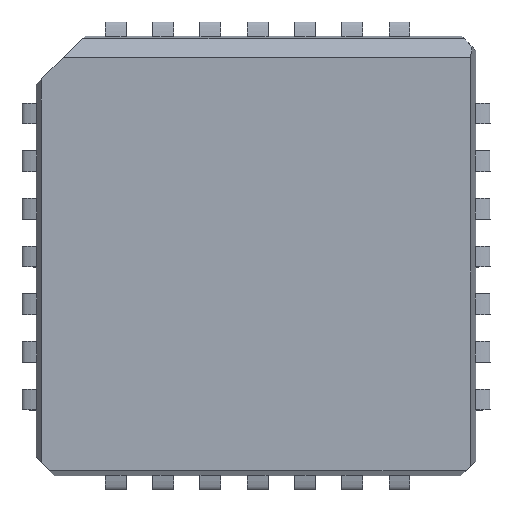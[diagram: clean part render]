
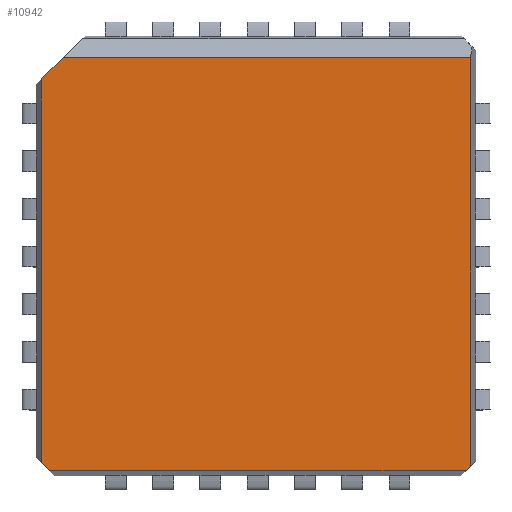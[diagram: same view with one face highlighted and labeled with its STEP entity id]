
A CAD part, top view. The second image highlights one B-rep face of the part: STEP entity #10942.
In plain terms, the highlighted planar face has unit normal (0, 0, 1).
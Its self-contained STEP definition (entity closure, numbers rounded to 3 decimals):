
#2771=ORIENTED_EDGE('',*,*,#4055,.F.);
#2772=ORIENTED_EDGE('',*,*,#4053,.T.);
#2773=ORIENTED_EDGE('',*,*,#4072,.T.);
#2774=ORIENTED_EDGE('',*,*,#4074,.F.);
#2775=ORIENTED_EDGE('',*,*,#4075,.F.);
#2776=ORIENTED_EDGE('',*,*,#4076,.F.);
#2777=ORIENTED_EDGE('',*,*,#4059,.F.);
#4053=EDGE_CURVE('',#4947,#4946,#5811,.T.);
#4055=EDGE_CURVE('',#4947,#4948,#5813,.T.);
#4059=EDGE_CURVE('',#4948,#4951,#5817,.T.);
#4072=EDGE_CURVE('',#4946,#4959,#5830,.T.);
#4074=EDGE_CURVE('',#4960,#4959,#5832,.T.);
#4075=EDGE_CURVE('',#4961,#4960,#5833,.T.);
#4076=EDGE_CURVE('',#4951,#4961,#5834,.T.);
#4946=VERTEX_POINT('',#24996);
#4947=VERTEX_POINT('',#24998);
#4948=VERTEX_POINT('',#25002);
#4951=VERTEX_POINT('',#25010);
#4959=VERTEX_POINT('',#25036);
#4960=VERTEX_POINT('',#25040);
#4961=VERTEX_POINT('',#25042);
#5811=LINE('',#24997,#6681);
#5813=LINE('',#25001,#6683);
#5817=LINE('',#25009,#6687);
#5830=LINE('',#25035,#6700);
#5832=LINE('',#25039,#6702);
#5833=LINE('',#25041,#6703);
#5834=LINE('',#25043,#6704);
#6681=VECTOR('',#12732,1000.);
#6683=VECTOR('',#12736,1000.);
#6687=VECTOR('',#12742,1000.);
#6700=VECTOR('',#12765,1000.);
#6702=VECTOR('',#12769,1000.);
#6703=VECTOR('',#12770,1000.);
#6704=VECTOR('',#12771,1000.);
#7120=EDGE_LOOP('',(#2771,#2772,#2773,#2774,#2775,#2776,#2777));
#7533=FACE_BOUND('',#7120,.T.);
#7870=PLANE('',#11277);
#10942=ADVANCED_FACE('',(#7533),#7870,.F.);
#11277=AXIS2_PLACEMENT_3D('',#25038,#12767,#12768);
#12732=DIRECTION('',(0.,1.,0.));
#12736=DIRECTION('',(-0.717,-0.697,0.));
#12742=DIRECTION('',(-1.,0.,0.));
#12765=DIRECTION('',(-1.,0.,0.));
#12767=DIRECTION('',(0.,0.,-1.));
#12768=DIRECTION('',(-1.,0.,0.));
#12769=DIRECTION('',(0.717,0.697,0.));
#12770=DIRECTION('',(0.,1.,0.));
#12771=DIRECTION('',(-0.697,0.717,0.));
#24996=CARTESIAN_POINT('',(14.25,13.173,3.683));
#24997=CARTESIAN_POINT('',(14.25,-18.74,3.683));
#24998=CARTESIAN_POINT('',(14.25,-13.976,3.683));
#25001=CARTESIAN_POINT('',(14.6,-13.635,3.683));
#25002=CARTESIAN_POINT('',(13.96,-14.258,3.683));
#25009=CARTESIAN_POINT('',(54.629,-14.258,3.683));
#25010=CARTESIAN_POINT('',(-13.724,-14.258,3.683));
#25035=CARTESIAN_POINT('',(45.27,13.173,3.683));
#25036=CARTESIAN_POINT('',(-12.794,13.173,3.683));
#25038=CARTESIAN_POINT('',(0.,0.,3.683));
#25039=CARTESIAN_POINT('',(-11.323,14.605,3.683));
#25040=CARTESIAN_POINT('',(-14.25,11.756,3.683));
#25041=CARTESIAN_POINT('',(-14.25,-22.819,3.683));
#25042=CARTESIAN_POINT('',(-14.25,-13.717,3.683));
#25043=CARTESIAN_POINT('',(-14.61,-13.347,3.683));
